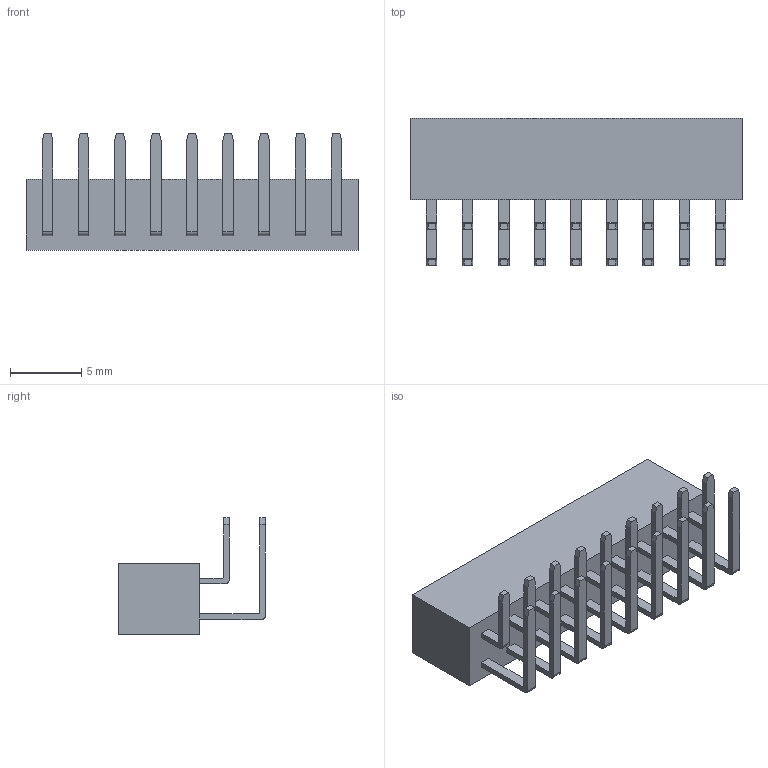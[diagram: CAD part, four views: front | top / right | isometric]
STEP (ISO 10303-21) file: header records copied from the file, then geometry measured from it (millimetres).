
FILE_DESCRIPTION( ('This file contains a STEP AP42 implementation' ,'as created by ZW3D STEP Interface translator.') ,'2;1' );
FILE_NAME( '2157-2XXRXXCYNX1.stp' ,'23 5 2.113654', (''), ('ZWCAD Software Co.'), 'Version 1.0', 'ZW3D to STEP translator', '' );
FILE_SCHEMA(('AUTOMOTIVE_DESIGN { 1 0 10303 214 1 1 1 1 }'));
Length unit declared in the file: millimetre
Products named in the file (2): 0; 2157-220RXXCYNX1
Bounding box: 23.36 x 10.34 x 8.2 mm (x, y, z)
Volume: 581.4 mm3; surface area: 1700.9 mm2
Topology: 1 solids, 1 shells, 1313 faces, 3850 edges, 2541 vertices
Faces by surface type: plane 953, cylinder 306, bspline 54
Entity records: 56497 total; most frequent: CARTESIAN_POINT 26819, ORIENTED_EDGE 7720, EDGE_CURVE 3850, B_SPLINE_CURVE_WITH_KNOTS 3272, DIRECTION 3098, VERTEX_POINT 2541, EDGE_LOOP 1424, FACE_OUTER_BOUND 1313
